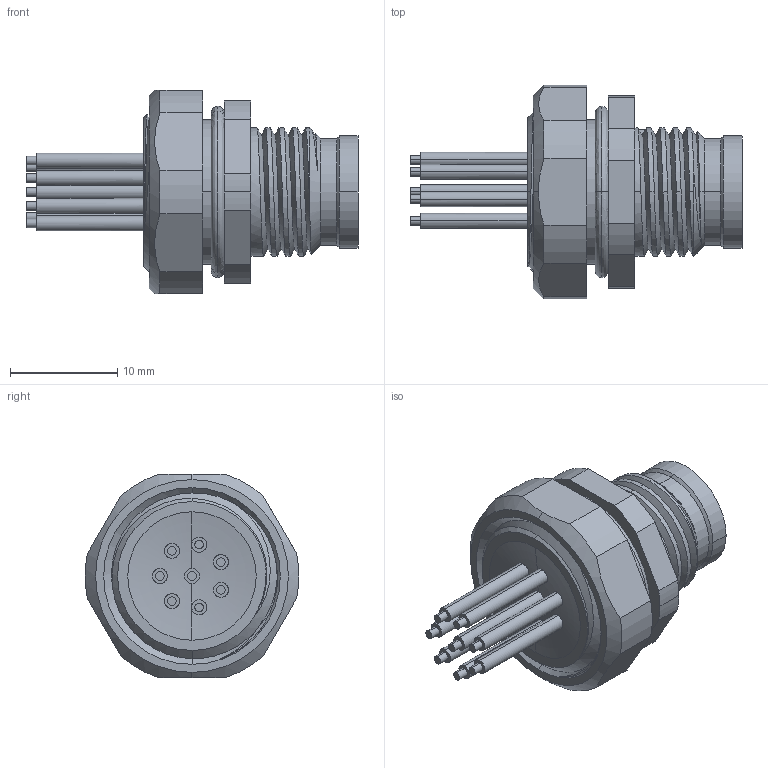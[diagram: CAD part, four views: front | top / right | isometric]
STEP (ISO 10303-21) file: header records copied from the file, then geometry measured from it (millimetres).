
FILE_DESCRIPTION (( 'STEP AP203' ), '1' );
FILE_NAME ('EC-FS8-0.5_16.STEP', '2017-09-07T16:01:33', ( 'User' ), ( '' ), 'SwSTEP 2.0', 'SolidWorks 2015', '' );
FILE_SCHEMA (( 'CONFIG_CONTROL_DESIGN' ));
Length unit declared in the file: millimetre
Products named in the file (1): EC-FS8-0.5_16
Bounding box: 31 x 19.95 x 19 mm (x, y, z)
Volume: 3070.9 mm3; surface area: 3429.8 mm2
Topology: 3 solids, 3 shells, 205 faces, 476 edges, 309 vertices
Faces by surface type: cylinder 106, plane 56, cone 31, bspline 10, torus 2
Entity records: 8156 total; most frequent: CARTESIAN_POINT 3467, DIRECTION 978, ORIENTED_EDGE 952, EDGE_CURVE 476, AXIS2_PLACEMENT_3D 403, VERTEX_POINT 309, EDGE_LOOP 241, CIRCLE 207
